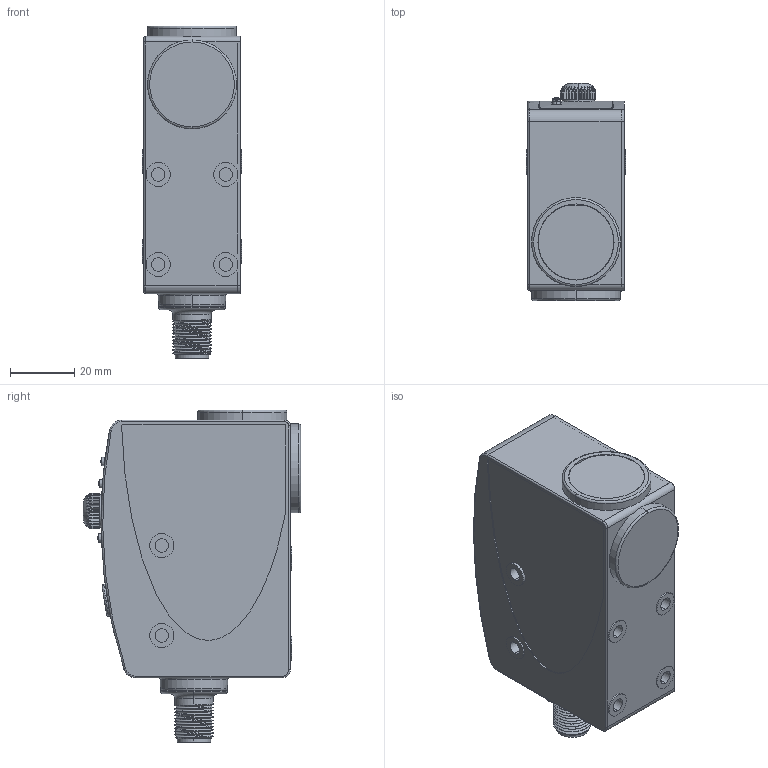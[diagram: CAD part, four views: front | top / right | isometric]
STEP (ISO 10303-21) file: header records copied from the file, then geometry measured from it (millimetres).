
FILE_DESCRIPTION((''),'2;1');
FILE_NAME('144770_SM01_ASM','2025-06-19T11:04:52',('banengservice'),('BANNER ENGINEERING'),'CREO PARAMETRIC BY PTC INC, 2022414','CREO PARAMETRIC BY PTC INC, 2022414','');
FILE_SCHEMA(('CONFIG_CONTROL_DESIGN'));
Length unit declared in the file: millimetre
Products named in the file (2): 144770_EP01; 144770_SM01_ASM
Assembly tree (1 placements, depth 2):
  144770_SM01_ASM
    144770_EP01
Bounding box: 30.8 x 67.58 x 103.28 mm (x, y, z)
Surface area: 27549.4 mm2 (no closed solid volume)
Topology: 0 solids, 21 shells, 355 faces, 994 edges, 672 vertices
Faces by surface type: plane 131, cylinder 125, torus 41, bspline 26, cone 25, sphere 6, extrusion 1
Entity records: 16343 total; most frequent: CARTESIAN_POINT 7348, DIRECTION 1854, ORIENTED_EDGE 1781, EDGE_CURVE 988, AXIS2_PLACEMENT_3D 706, VERTEX_POINT 672, VECTOR 442, LINE 441
